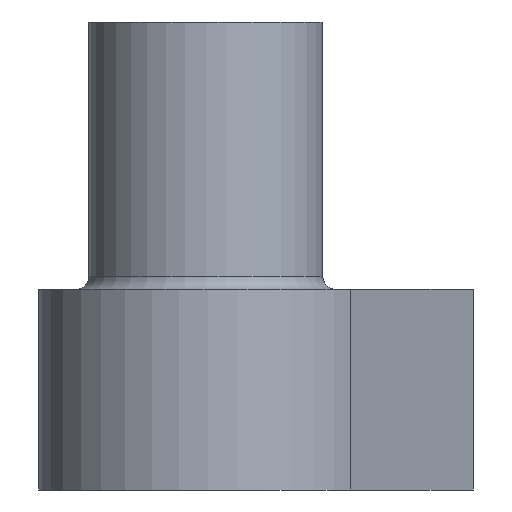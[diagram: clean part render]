
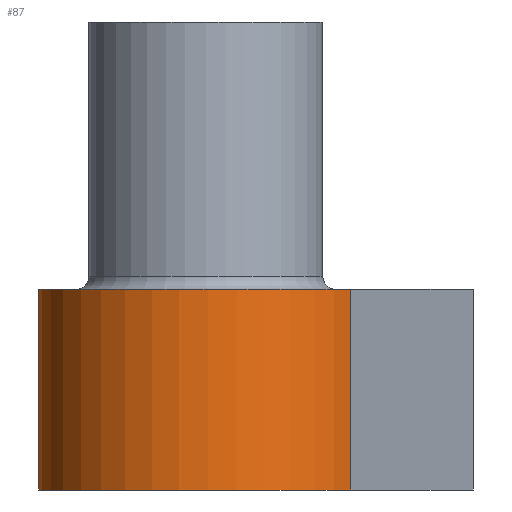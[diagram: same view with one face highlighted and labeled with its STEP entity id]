
A CAD part, left-side view. The second image highlights one B-rep face of the part: STEP entity #87.
In plain terms, the highlighted cylindrical face has radius 2.5 mm (diameter 5 mm), a partial arc.
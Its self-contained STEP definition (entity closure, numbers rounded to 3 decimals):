
#87=ADVANCED_FACE('',(#170),#171,.T.);
#170=FACE_OUTER_BOUND('',#243,.T.);
#171=CYLINDRICAL_SURFACE('',#244,2.5);
#243=EDGE_LOOP('',(#369,#370,#371,#372));
#244=AXIS2_PLACEMENT_3D('',#373,#374,#375);
#369=ORIENTED_EDGE('',*,*,#434,.F.);
#370=ORIENTED_EDGE('',*,*,#440,.F.);
#371=ORIENTED_EDGE('',*,*,#408,.T.);
#372=ORIENTED_EDGE('',*,*,#438,.T.);
#373=CARTESIAN_POINT('',(-18.0,0.,0.0));
#374=DIRECTION('',(0.0,0.0,1.0));
#375=DIRECTION('',(1.0,0.0,0.0));
#408=EDGE_CURVE('',#472,#470,#473,.T.);
#434=EDGE_CURVE('',#509,#511,#512,.T.);
#438=EDGE_CURVE('',#470,#511,#516,.T.);
#440=EDGE_CURVE('',#472,#509,#518,.T.);
#470=VERTEX_POINT('',#553);
#472=VERTEX_POINT('',#556);
#473=CIRCLE('',#557,2.5);
#509=VERTEX_POINT('',#602);
#511=VERTEX_POINT('',#605);
#512=CIRCLE('',#606,2.5);
#516=LINE('',#611,#612);
#518=LINE('',#614,#615);
#553=CARTESIAN_POINT('',(-19.25,-2.165,0.0));
#556=CARTESIAN_POINT('',(-16.478,1.983,0.0));
#557=AXIS2_PLACEMENT_3D('',#644,#645,#646);
#602=CARTESIAN_POINT('',(-16.478,1.983,3.0));
#605=CARTESIAN_POINT('',(-19.25,-2.165,3.0));
#606=AXIS2_PLACEMENT_3D('',#675,#676,#677);
#611=CARTESIAN_POINT('',(-19.25,-2.165,0.0));
#612=VECTOR('',#679,1.0);
#614=CARTESIAN_POINT('',(-16.478,1.983,0.0));
#615=VECTOR('',#680,1.0);
#644=CARTESIAN_POINT('',(-18.0,0.,0.0));
#645=DIRECTION('',(0.0,0.0,1.0));
#646=DIRECTION('',(1.0,0.0,0.0));
#675=CARTESIAN_POINT('',(-18.0,0.,3.0));
#676=DIRECTION('',(0.0,0.0,1.0));
#677=DIRECTION('',(1.0,0.0,0.0));
#679=DIRECTION('',(0.0,0.0,1.0));
#680=DIRECTION('',(0.0,0.0,1.0));
